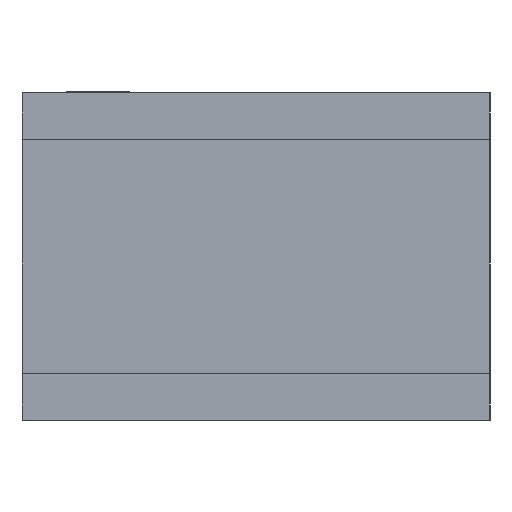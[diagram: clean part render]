
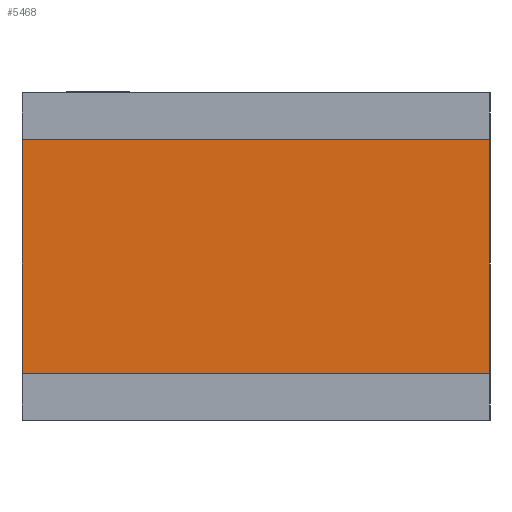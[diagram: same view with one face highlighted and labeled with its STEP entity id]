
A CAD part, left-side view. The second image highlights one B-rep face of the part: STEP entity #5468.
In plain terms, the highlighted planar face has unit normal (-1, 0, 0).
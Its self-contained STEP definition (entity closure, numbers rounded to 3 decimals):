
#390=FACE_OUTER_BOUND('',#705,.T.);
#705=EDGE_LOOP('',(#3583,#3584,#3585,#3586));
#1039=LINE('',#7337,#1631);
#1040=LINE('',#7339,#1632);
#1041=LINE('',#7341,#1633);
#1042=LINE('',#7342,#1634);
#1631=VECTOR('',#6128,1.);
#1632=VECTOR('',#6129,1.);
#1633=VECTOR('',#6130,1.);
#1634=VECTOR('',#6131,1.);
#2223=VERTEX_POINT('',#7335);
#2224=VERTEX_POINT('',#7336);
#2225=VERTEX_POINT('',#7338);
#2226=VERTEX_POINT('',#7340);
#2767=EDGE_CURVE('',#2223,#2224,#1039,.T.);
#2768=EDGE_CURVE('',#2225,#2224,#1040,.T.);
#2769=EDGE_CURVE('',#2226,#2225,#1041,.T.);
#2770=EDGE_CURVE('',#2226,#2223,#1042,.T.);
#3583=ORIENTED_EDGE('',*,*,#2767,.T.);
#3584=ORIENTED_EDGE('',*,*,#2768,.F.);
#3585=ORIENTED_EDGE('',*,*,#2769,.F.);
#3586=ORIENTED_EDGE('',*,*,#2770,.T.);
#5215=PLANE('',#5815);
#5468=ADVANCED_FACE('',(#390),#5215,.F.);
#5815=AXIS2_PLACEMENT_3D('',#7334,#6126,#6127);
#6126=DIRECTION('center_axis',(1.,0.,0.));
#6127=DIRECTION('ref_axis',(0.,0.,1.));
#6128=DIRECTION('',(0.,-1.,0.));
#6129=DIRECTION('',(0.,0.,-1.));
#6130=DIRECTION('',(0.,-1.,0.));
#6131=DIRECTION('',(0.,0.,-1.));
#7334=CARTESIAN_POINT('Origin',(-0.5,0.25,0.3));
#7335=CARTESIAN_POINT('',(-0.5,0.25,0.05));
#7336=CARTESIAN_POINT('',(-0.5,-0.25,0.05));
#7337=CARTESIAN_POINT('',(-0.5,0.25,0.05));
#7338=CARTESIAN_POINT('',(-0.5,-0.25,0.3));
#7339=CARTESIAN_POINT('',(-0.5,-0.25,0.3));
#7340=CARTESIAN_POINT('',(-0.5,0.25,0.3));
#7341=CARTESIAN_POINT('',(-0.5,0.25,0.3));
#7342=CARTESIAN_POINT('',(-0.5,0.25,0.3));
